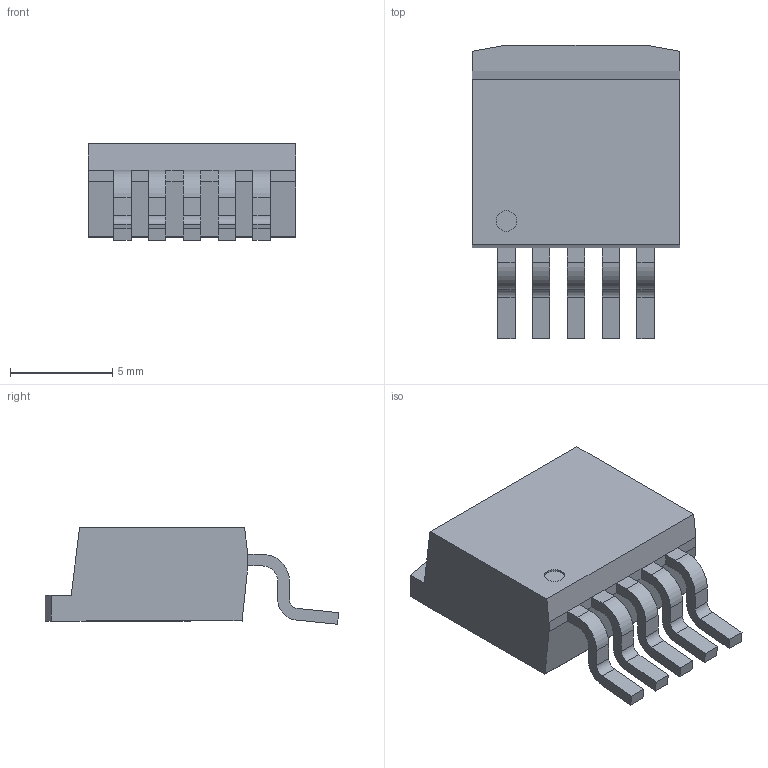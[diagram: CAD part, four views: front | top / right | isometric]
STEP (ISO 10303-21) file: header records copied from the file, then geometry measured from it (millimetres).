
FILE_DESCRIPTION (( 'STEP AP214' ), '1' );
FILE_NAME ('LM2596S-5.0 - NOPB.STEP', '2021-05-07T13:35:34', ( '' ), ( '' ), 'SwSTEP 2.0', 'SolidWorks 2018', '' );
FILE_SCHEMA (( 'AUTOMOTIVE_DESIGN' ));
Length unit declared in the file: millimetre
Products named in the file (1): LM2596S-5.0 - NOPB
Bounding box: 10.16 x 14.35 x 4.72 mm (x, y, z)
Volume: 419.6 mm3; surface area: 453.8 mm2
Topology: 1 solids, 1 shells, 96 faces, 259 edges, 166 vertices
Faces by surface type: plane 75, cylinder 21
Full cylindrical faces by diameter (mm): 1 x1
Entity records: 3962 total; most frequent: CARTESIAN_POINT 521, ORIENTED_EDGE 516, DIRECTION 494, EDGE_CURVE 258, LINE 216, VECTOR 216, VERTEX_POINT 166, AXIS2_PLACEMENT_3D 139
